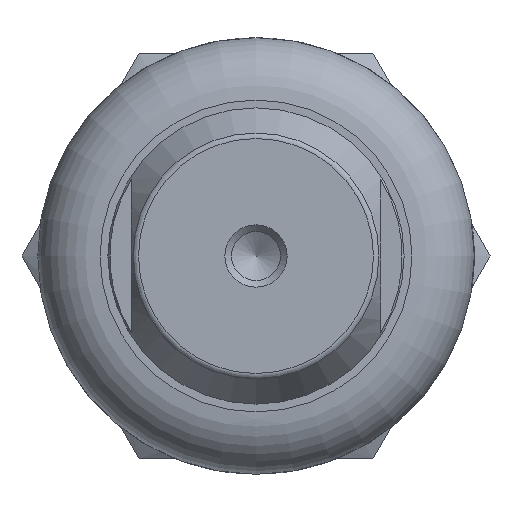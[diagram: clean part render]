
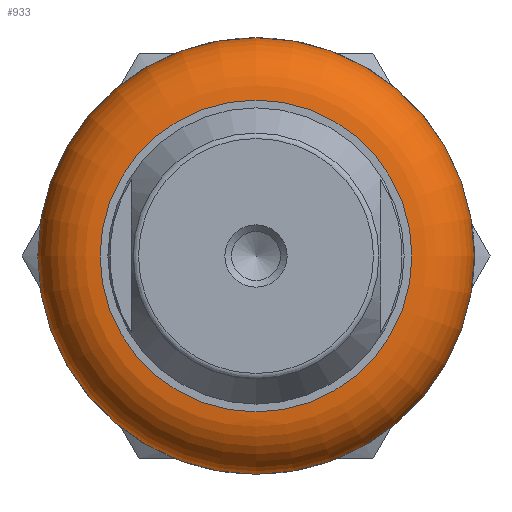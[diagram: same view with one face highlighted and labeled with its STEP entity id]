
A CAD part, front view. The second image highlights one B-rep face of the part: STEP entity #933.
In plain terms, the highlighted toroidal (fillet/blend) face has major radius 5 mm and minor radius 2 mm.
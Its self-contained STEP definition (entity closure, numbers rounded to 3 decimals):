
#53=TOROIDAL_SURFACE('',#1111,5.,2.);
#306=ORIENTED_EDGE('',*,*,#428,.T.);
#307=ORIENTED_EDGE('',*,*,#430,.F.);
#428=EDGE_CURVE('',#519,#519,#591,.T.);
#430=EDGE_CURVE('',#521,#521,#593,.T.);
#519=VERTEX_POINT('',#1676);
#521=VERTEX_POINT('',#1682);
#591=CIRCLE('',#1106,5.);
#593=CIRCLE('',#1110,5.);
#706=EDGE_LOOP('',(#306));
#707=EDGE_LOOP('',(#307));
#836=FACE_BOUND('',#706,.T.);
#837=FACE_BOUND('',#707,.T.);
#933=ADVANCED_FACE('',(#836,#837),#53,.T.);
#1106=AXIS2_PLACEMENT_3D('',#1675,#1364,#1365);
#1110=AXIS2_PLACEMENT_3D('',#1681,#1372,#1373);
#1111=AXIS2_PLACEMENT_3D('',#1683,#1374,#1375);
#1364=DIRECTION('',(0.,-1.,0.));
#1365=DIRECTION('',(0.,0.,-1.));
#1372=DIRECTION('',(0.,-1.,0.));
#1373=DIRECTION('',(0.,0.,-1.));
#1374=DIRECTION('',(0.,-1.,0.));
#1375=DIRECTION('',(0.,0.,-1.));
#1675=CARTESIAN_POINT('',(0.,2.,0.));
#1676=CARTESIAN_POINT('',(0.,2.,-5.));
#1681=CARTESIAN_POINT('',(0.,-2.,0.));
#1682=CARTESIAN_POINT('',(0.,-2.,-5.));
#1683=CARTESIAN_POINT('',(0.,0.,0.));
